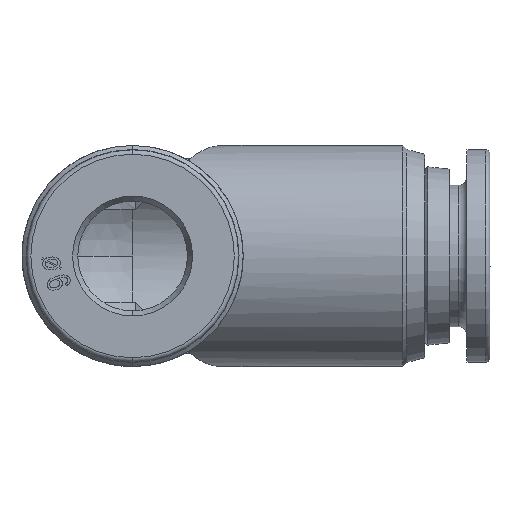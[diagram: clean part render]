
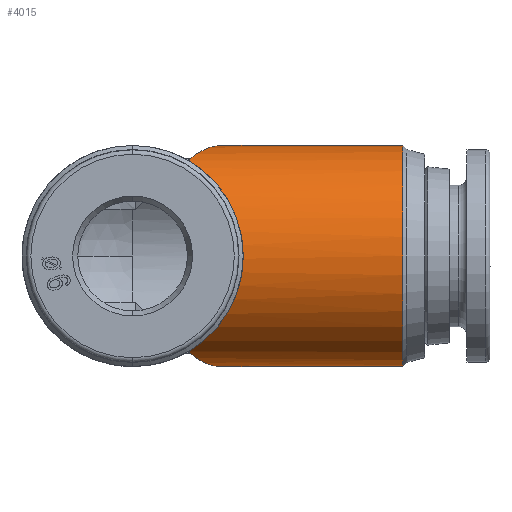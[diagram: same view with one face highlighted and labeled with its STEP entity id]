
A CAD part, front view. The second image highlights one B-rep face of the part: STEP entity #4015.
In plain terms, the highlighted cylindrical face has radius 6.25 mm (diameter 12.5 mm), a partial arc.
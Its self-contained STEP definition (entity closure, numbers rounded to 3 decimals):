
#400 = DIRECTION ( 'NONE',  ( 0., 0., 1. ) ) ;
#552 = CARTESIAN_POINT ( 'NONE',  ( 3.227, -3.057, -5.451 ) ) ;
#695 = CARTESIAN_POINT ( 'NONE',  ( 3.611, -2.392, -5.774 ) ) ;
#774 = CARTESIAN_POINT ( 'NONE',  ( 3.479, -2.62, -5.68 ) ) ;
#888 = CARTESIAN_POINT ( 'NONE',  ( 3.611, -2.392, -5.774 ) ) ;
#924 = CARTESIAN_POINT ( 'NONE',  ( 3.829, -2.014, -5.931 ) ) ;
#959 = CARTESIAN_POINT ( 'NONE',  ( 4.056, -1.621, -6.05 ) ) ;
#1002 = CARTESIAN_POINT ( 'NONE',  ( 4.519, -0.818, -6.21 ) ) ;
#1106 = CARTESIAN_POINT ( 'NONE',  ( 4.992, 0., -6.25 ) ) ;
#1294 = CARTESIAN_POINT ( 'NONE',  ( 4.755, -0.409, -6.25 ) ) ;
#1517 = CARTESIAN_POINT ( 'NONE',  ( 3.19, -3.19, 5.375 ) ) ;
#1535 = EDGE_CURVE ( 'NONE', #7000, #5240, #1834, .T. ) ;
#1552 = EDGE_LOOP ( 'NONE', ( #10092, #9006, #11295, #6938, #7501, #7112, #7254, #7358, #7377, #7427, #4045 ) ) ;
#1566 = DIRECTION ( 'NONE',  ( 0., 0., 1. ) ) ;
#1712 = DIRECTION ( 'NONE',  ( -1., 0., 0. ) ) ;
#1829 = CARTESIAN_POINT ( 'NONE',  ( 3.19, -3.19, 5.375 ) ) ;
#1834 = CIRCLE ( 'NONE', #5667, 6.25 ) ;
#2149 = CARTESIAN_POINT ( 'NONE',  ( 4.288, -1.219, 6.13 ) ) ;
#2313 = CARTESIAN_POINT ( 'NONE',  ( 0., 0., 0. ) ) ;
#2556 = CARTESIAN_POINT ( 'NONE',  ( 4.992, 0., -6.25 ) ) ;
#2877 = DIRECTION ( 'NONE',  ( -1., 0., 0. ) ) ;
#3016 = LINE ( 'NONE', #9937, #10342 ) ;
#3025 = CARTESIAN_POINT ( 'NONE',  ( 3.227, -3.057, -5.451 ) ) ;
#3106 = CARTESIAN_POINT ( 'NONE',  ( 15.268, 0., 6.25 ) ) ;
#3152 = DIRECTION ( 'NONE',  ( -1., 0., 0. ) ) ;
#3231 = EDGE_CURVE ( 'NONE', #5240, #7079, #9691, .T. ) ;
#3239 = CARTESIAN_POINT ( 'NONE',  ( 0., 0., 6.25 ) ) ;
#3272 = CARTESIAN_POINT ( 'NONE',  ( 3.19, -3.19, -5.375 ) ) ;
#3730 =( BOUNDED_CURVE ( )  B_SPLINE_CURVE ( 3, ( #10357, #11299, #7511, #1829 ),
 .UNSPECIFIED., .F., .T. ) 
 B_SPLINE_CURVE_WITH_KNOTS ( ( 4, 4 ),
 ( 2.106, 4.177 ),
 .UNSPECIFIED. ) 
 CURVE ( )  GEOMETRIC_REPRESENTATION_ITEM ( )  RATIONAL_B_SPLINE_CURVE ( ( 1., 0.674, 0.674, 1. ) ) 
 REPRESENTATION_ITEM ( '' )  );
#3733 = CARTESIAN_POINT ( 'NONE',  ( 4.288, -1.219, 6.13 ) ) ;
#4015 = ADVANCED_FACE ( 'NONE', ( #6786 ), #6553, .T. ) ;
#4045 = ORIENTED_EDGE ( 'NONE', *, *, #6074, .F. ) ;
#4136 = CARTESIAN_POINT ( 'NONE',  ( 4.992, 0., 6.25 ) ) ;
#4386 = B_SPLINE_CURVE_WITH_KNOTS ( 'NONE', 3,
 ( #2149, #7943, #9893, #4136 ),
 .UNSPECIFIED., .F., .F.,
 ( 4, 4 ),
 ( 0., 1. ),
 .UNSPECIFIED. ) ;
#4408 = EDGE_CURVE ( 'NONE', #8267, #9625, #5486, .T. ) ;
#4430 = CARTESIAN_POINT ( 'NONE',  ( 3.227, -3.057, 5.451 ) ) ;
#4573 = CARTESIAN_POINT ( 'NONE',  ( 3.227, -3.057, 5.451 ) ) ;
#4611 = CARTESIAN_POINT ( 'NONE',  ( 15.268, 0., 0. ) ) ;
#4621 = CARTESIAN_POINT ( 'NONE',  ( 3.829, -2.014, 5.931 ) ) ;
#4862 = CARTESIAN_POINT ( 'NONE',  ( 4.992, 0., 6.25 ) ) ;
#5206 = CARTESIAN_POINT ( 'NONE',  ( 3.611, -2.392, 5.774 ) ) ;
#5240 = VERTEX_POINT ( 'NONE', #3106 ) ;
#5247 = EDGE_CURVE ( 'NONE', #7614, #7761, #11322, .T. ) ;
#5486 =( BOUNDED_CURVE ( )  B_SPLINE_CURVE ( 3, ( #6944, #7040, #8779, #6687 ),
 .UNSPECIFIED., .F., .F. ) 
 B_SPLINE_CURVE_WITH_KNOTS ( ( 4, 4 ),
 ( 5.806, 5.831 ),
 .UNSPECIFIED. ) 
 CURVE ( )  GEOMETRIC_REPRESENTATION_ITEM ( )  RATIONAL_B_SPLINE_CURVE ( ( 1., 1., 1., 1. ) ) 
 REPRESENTATION_ITEM ( '' )  );
#5667 = AXIS2_PLACEMENT_3D ( 'NONE', #4611, #1712, #400 ) ;
#6074 = EDGE_CURVE ( 'NONE', #10545, #7817, #12034, .T. ) ;
#6089 = EDGE_CURVE ( 'NONE', #7817, #8267, #6130, .T. ) ;
#6128 = DIRECTION ( 'NONE',  ( -1., 0., 0. ) ) ;
#6130 = B_SPLINE_CURVE_WITH_KNOTS ( 'NONE', 3,
 ( #695, #774, #8044, #552 ),
 .UNSPECIFIED., .F., .F.,
 ( 4, 4 ),
 ( 0., 0.856 ),
 .UNSPECIFIED. ) ;
#6208 = CARTESIAN_POINT ( 'NONE',  ( 3.214, -3.102, 5.426 ) ) ;
#6341 = CARTESIAN_POINT ( 'NONE',  ( 3.19, -3.19, 5.375 ) ) ;
#6553 = CYLINDRICAL_SURFACE ( 'NONE', #6841, 6.25 ) ;
#6687 = CARTESIAN_POINT ( 'NONE',  ( 3.19, -3.19, -5.375 ) ) ;
#6786 = FACE_OUTER_BOUND ( 'NONE', #1552, .T. ) ;
#6841 = AXIS2_PLACEMENT_3D ( 'NONE', #2313, #2877, #1566 ) ;
#6938 = ORIENTED_EDGE ( 'NONE', *, *, #7747, .F. ) ;
#6944 = CARTESIAN_POINT ( 'NONE',  ( 3.227, -3.057, -5.451 ) ) ;
#7000 = VERTEX_POINT ( 'NONE', #10585 ) ;
#7040 = CARTESIAN_POINT ( 'NONE',  ( 3.214, -3.102, -5.426 ) ) ;
#7079 = VERTEX_POINT ( 'NONE', #4862 ) ;
#7112 = ORIENTED_EDGE ( 'NONE', *, *, #5247, .F. ) ;
#7126 = CARTESIAN_POINT ( 'NONE',  ( 3.611, -2.392, -5.774 ) ) ;
#7132 = CARTESIAN_POINT ( 'NONE',  ( 3.227, -3.057, 5.451 ) ) ;
#7254 = ORIENTED_EDGE ( 'NONE', *, *, #11286, .T. ) ;
#7358 = ORIENTED_EDGE ( 'NONE', *, *, #9166, .F. ) ;
#7377 = ORIENTED_EDGE ( 'NONE', *, *, #4408, .F. ) ;
#7427 = ORIENTED_EDGE ( 'NONE', *, *, #6089, .F. ) ;
#7472 = B_SPLINE_CURVE_WITH_KNOTS ( 'NONE', 3,
 ( #9404, #4621, #9444, #3733 ),
 .UNSPECIFIED., .F., .F.,
 ( 4, 4 ),
 ( 0., 1. ),
 .UNSPECIFIED. ) ;
#7501 = ORIENTED_EDGE ( 'NONE', *, *, #8624, .F. ) ;
#7511 = CARTESIAN_POINT ( 'NONE',  ( 7.764, -7.764, 2.66 ) ) ;
#7614 = VERTEX_POINT ( 'NONE', #4573 ) ;
#7747 = EDGE_CURVE ( 'NONE', #9022, #7079, #4386, .T. ) ;
#7761 = VERTEX_POINT ( 'NONE', #10841 ) ;
#7782 = CARTESIAN_POINT ( 'NONE',  ( 3.351, -2.842, 5.572 ) ) ;
#7817 = VERTEX_POINT ( 'NONE', #7126 ) ;
#7878 = EDGE_CURVE ( 'NONE', #7000, #10545, #3016, .T. ) ;
#7943 = CARTESIAN_POINT ( 'NONE',  ( 4.519, -0.818, 6.21 ) ) ;
#8044 = CARTESIAN_POINT ( 'NONE',  ( 3.351, -2.842, -5.572 ) ) ;
#8084 = CARTESIAN_POINT ( 'NONE',  ( 3.479, -2.62, 5.68 ) ) ;
#8267 = VERTEX_POINT ( 'NONE', #3025 ) ;
#8463 = VERTEX_POINT ( 'NONE', #1517 ) ;
#8624 = EDGE_CURVE ( 'NONE', #7761, #9022, #7472, .T. ) ;
#8779 = CARTESIAN_POINT ( 'NONE',  ( 3.202, -3.146, -5.401 ) ) ;
#9006 = ORIENTED_EDGE ( 'NONE', *, *, #1535, .T. ) ;
#9022 = VERTEX_POINT ( 'NONE', #12035 ) ;
#9166 = EDGE_CURVE ( 'NONE', #9625, #8463, #3730, .T. ) ;
#9404 = CARTESIAN_POINT ( 'NONE',  ( 3.611, -2.392, 5.774 ) ) ;
#9444 = CARTESIAN_POINT ( 'NONE',  ( 4.056, -1.621, 6.05 ) ) ;
#9625 = VERTEX_POINT ( 'NONE', #3272 ) ;
#9681 = VECTOR ( 'NONE', #3152, 1000. ) ;
#9691 = LINE ( 'NONE', #3239, #9681 ) ;
#9893 = CARTESIAN_POINT ( 'NONE',  ( 4.755, -0.409, 6.25 ) ) ;
#9937 = CARTESIAN_POINT ( 'NONE',  ( 0., 0., -6.25 ) ) ;
#10092 = ORIENTED_EDGE ( 'NONE', *, *, #7878, .F. ) ;
#10342 = VECTOR ( 'NONE', #6128, 1000. ) ;
#10357 = CARTESIAN_POINT ( 'NONE',  ( 3.19, -3.19, -5.375 ) ) ;
#10545 = VERTEX_POINT ( 'NONE', #1106 ) ;
#10585 = CARTESIAN_POINT ( 'NONE',  ( 15.268, 0., -6.25 ) ) ;
#10841 = CARTESIAN_POINT ( 'NONE',  ( 3.611, -2.392, 5.774 ) ) ;
#11286 = EDGE_CURVE ( 'NONE', #7614, #8463, #11714, .T. ) ;
#11295 = ORIENTED_EDGE ( 'NONE', *, *, #3231, .T. ) ;
#11299 = CARTESIAN_POINT ( 'NONE',  ( 7.764, -7.764, -2.66 ) ) ;
#11322 = B_SPLINE_CURVE_WITH_KNOTS ( 'NONE', 3,
 ( #7132, #7782, #8084, #5206 ),
 .UNSPECIFIED., .F., .F.,
 ( 4, 4 ),
 ( 0.144, 1. ),
 .UNSPECIFIED. ) ;
#11714 =( BOUNDED_CURVE ( )  B_SPLINE_CURVE ( 3, ( #4430, #6208, #12053, #6341 ),
 .UNSPECIFIED., .F., .T. ) 
 B_SPLINE_CURVE_WITH_KNOTS ( ( 4, 4 ),
 ( 5.806, 5.831 ),
 .UNSPECIFIED. ) 
 CURVE ( )  GEOMETRIC_REPRESENTATION_ITEM ( )  RATIONAL_B_SPLINE_CURVE ( ( 1., 1., 1., 1. ) ) 
 REPRESENTATION_ITEM ( '' )  );
#12034 = B_SPLINE_CURVE_WITH_KNOTS ( 'NONE', 3,
 ( #2556, #1294, #1002, #959, #924, #888 ),
 .UNSPECIFIED., .F., .F.,
 ( 4, 2, 4 ),
 ( 0.33, 0.665, 1. ),
 .UNSPECIFIED. ) ;
#12035 = CARTESIAN_POINT ( 'NONE',  ( 4.288, -1.219, 6.13 ) ) ;
#12053 = CARTESIAN_POINT ( 'NONE',  ( 3.202, -3.146, 5.401 ) ) ;
